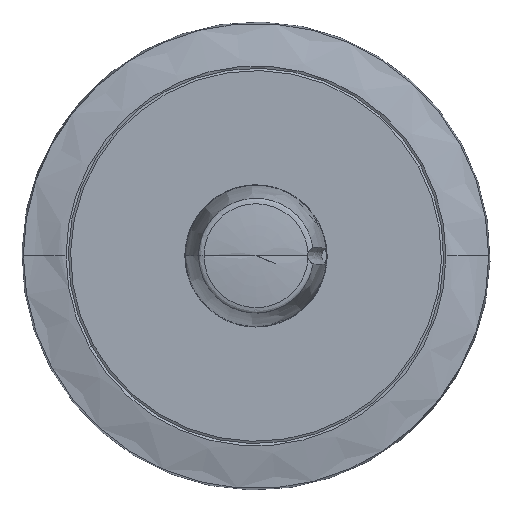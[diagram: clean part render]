
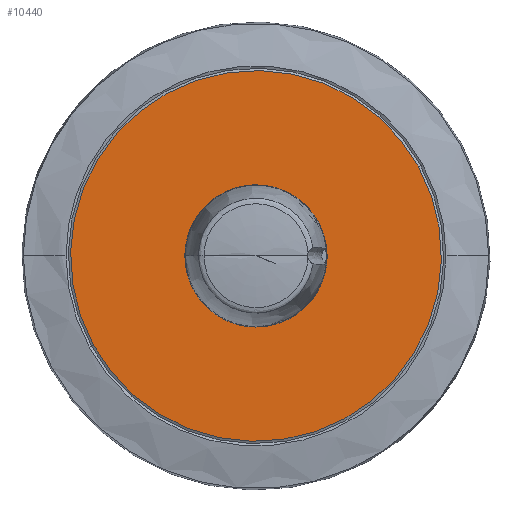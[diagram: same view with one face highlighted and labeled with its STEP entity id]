
A CAD part, top view. The second image highlights one B-rep face of the part: STEP entity #10440.
In plain terms, the highlighted planar face has unit normal (0, 0, 1).
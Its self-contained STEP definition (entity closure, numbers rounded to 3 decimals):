
#3556=AXIS2_PLACEMENT_3D('Circle Axis2P3D',#3554,#3555,$) ;
#3587=AXIS2_PLACEMENT_3D('Circle Axis2P3D',#3585,#3586,$) ;
#10416=AXIS2_PLACEMENT_3D('Plane Axis2P3D',#10413,#10414,#10415) ;
#10420=AXIS2_PLACEMENT_3D('Circle Axis2P3D',#10418,#10419,$) ;
#10429=AXIS2_PLACEMENT_3D('Circle Axis2P3D',#10427,#10428,$) ;
#3554=CARTESIAN_POINT('Axis2P3D Location',(0.,0.,-0.5)) ;
#3558=CARTESIAN_POINT('Vertex',(0.,7.526,-0.5)) ;
#3560=CARTESIAN_POINT('Vertex',(0.,-7.526,-0.5)) ;
#3585=CARTESIAN_POINT('Axis2P3D Location',(0.,0.,-0.5)) ;
#10413=CARTESIAN_POINT('Axis2P3D Location',(0.,0.,-0.5)) ;
#10418=CARTESIAN_POINT('Axis2P3D Location',(0.,0.,-0.5)) ;
#10422=CARTESIAN_POINT('Vertex',(-18.421,-10.063,-0.5)) ;
#10424=CARTESIAN_POINT('Vertex',(18.421,10.063,-0.5)) ;
#10427=CARTESIAN_POINT('Axis2P3D Location',(0.,0.,-0.5)) ;
#3555=DIRECTION('Axis2P3D Direction',(-0.,0.,1.)) ;
#3586=DIRECTION('Axis2P3D Direction',(-0.,0.,1.)) ;
#10414=DIRECTION('Axis2P3D Direction',(0.,0.,-1.)) ;
#10415=DIRECTION('Axis2P3D XDirection',(0.,1.,0.)) ;
#10419=DIRECTION('Axis2P3D Direction',(0.,0.,-1.)) ;
#10428=DIRECTION('Axis2P3D Direction',(0.,0.,-1.)) ;
#10433=ORIENTED_EDGE('',*,*,#10426,.F.) ;
#10434=ORIENTED_EDGE('',*,*,#10431,.F.) ;
#10437=ORIENTED_EDGE('',*,*,#3589,.T.) ;
#10438=ORIENTED_EDGE('',*,*,#3562,.T.) ;
#10439=FACE_BOUND('',#10436,.T.) ;
#10440=ADVANCED_FACE('ED00998_A.1\\Corps principal Enjo RCA',(#10435,#10439),#10417,.F.) ;
#3557=CIRCLE('generated circle',#3556,7.526) ;
#3588=CIRCLE('generated circle',#3587,7.526) ;
#10421=CIRCLE('generated circle',#10420,20.99) ;
#10430=CIRCLE('generated circle',#10429,20.99) ;
#3562=EDGE_CURVE('',#3559,#3561,#3557,.F.) ;
#3589=EDGE_CURVE('',#3561,#3559,#3588,.F.) ;
#10426=EDGE_CURVE('',#10423,#10425,#10421,.T.) ;
#10431=EDGE_CURVE('',#10425,#10423,#10430,.T.) ;
#10432=EDGE_LOOP('',(#10433,#10434)) ;
#10436=EDGE_LOOP('',(#10437,#10438)) ;
#10435=FACE_OUTER_BOUND('',#10432,.T.) ;
#10417=PLANE('',#10416) ;
#3559=VERTEX_POINT('',#3558) ;
#3561=VERTEX_POINT('',#3560) ;
#10423=VERTEX_POINT('',#10422) ;
#10425=VERTEX_POINT('',#10424) ;
